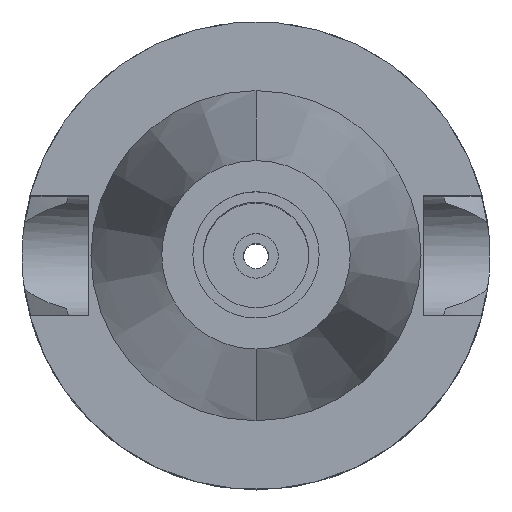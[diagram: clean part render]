
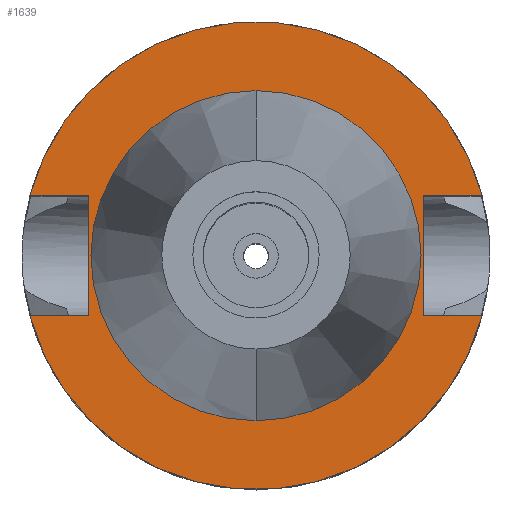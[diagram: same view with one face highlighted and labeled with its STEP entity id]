
A CAD part, top view. The second image highlights one B-rep face of the part: STEP entity #1639.
In plain terms, the highlighted planar face has unit normal (0, 0, 1).
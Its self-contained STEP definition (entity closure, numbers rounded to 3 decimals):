
#2 = AXIS2_PLACEMENT_3D ( 'NONE', #1569, #2229, #1347 ) ;
#24 = VECTOR ( 'NONE', #1094, 1000. ) ;
#34 = CARTESIAN_POINT ( 'NONE',  ( 22.5, 8.05, -1. ) ) ;
#40 = CIRCLE ( 'NONE', #609, 31.5 ) ;
#56 = VERTEX_POINT ( 'NONE', #319 ) ;
#112 = EDGE_LOOP ( 'NONE', ( #2850, #2429, #2538, #2332, #2808, #2465, #1125, #258 ) ) ;
#113 = CARTESIAN_POINT ( 'NONE',  ( 0., 0., -1. ) ) ;
#129 = VECTOR ( 'NONE', #1634, 1000. ) ;
#136 = DIRECTION ( 'NONE',  ( 0., 1., 0. ) ) ;
#148 = LINE ( 'NONE', #614, #24 ) ;
#177 = LINE ( 'NONE', #2441, #1779 ) ;
#186 = CARTESIAN_POINT ( 'NONE',  ( 0., 0., -1. ) ) ;
#191 = CARTESIAN_POINT ( 'NONE',  ( 22.5, -8.05, -1. ) ) ;
#242 = CARTESIAN_POINT ( 'NONE',  ( 22.5, 8.05, -1. ) ) ;
#258 = ORIENTED_EDGE ( 'NONE', *, *, #2635, .F. ) ;
#293 = DIRECTION ( 'NONE',  ( 0., -1., 0. ) ) ;
#319 = CARTESIAN_POINT ( 'NONE',  ( -30.454, -8.05, -1. ) ) ;
#609 = AXIS2_PLACEMENT_3D ( 'NONE', #186, #2012, #2937 ) ;
#614 = CARTESIAN_POINT ( 'NONE',  ( 22.5, 8.05, -1. ) ) ;
#658 = CIRCLE ( 'NONE', #2728, 22.225 ) ;
#661 = DIRECTION ( 'NONE',  ( -1., 0., 0. ) ) ;
#744 = VERTEX_POINT ( 'NONE', #1298 ) ;
#781 = CARTESIAN_POINT ( 'NONE',  ( -22.5, -8.05, -1. ) ) ;
#788 = PLANE ( 'NONE',  #2234 ) ;
#831 = CARTESIAN_POINT ( 'NONE',  ( 22.5, -8.05, -1. ) ) ;
#835 = LINE ( 'NONE', #2917, #1160 ) ;
#837 = EDGE_CURVE ( 'NONE', #1290, #1099, #1619, .T. ) ;
#838 = CIRCLE ( 'NONE', #2861, 31.5 ) ;
#844 = DIRECTION ( 'NONE',  ( 1., 0., 0. ) ) ;
#910 = DIRECTION ( 'NONE',  ( -1., 0., 0. ) ) ;
#914 = ORIENTED_EDGE ( 'NONE', *, *, #837, .F. ) ;
#952 = EDGE_CURVE ( 'NONE', #1072, #1504, #2894, .T. ) ;
#953 = LINE ( 'NONE', #34, #1832 ) ;
#1030 = VERTEX_POINT ( 'NONE', #242 ) ;
#1072 = VERTEX_POINT ( 'NONE', #191 ) ;
#1094 = DIRECTION ( 'NONE',  ( 1., 0., 0. ) ) ;
#1099 = VERTEX_POINT ( 'NONE', #1107 ) ;
#1107 = CARTESIAN_POINT ( 'NONE',  ( 0., -22.225, -1. ) ) ;
#1120 = VERTEX_POINT ( 'NONE', #1388 ) ;
#1125 = ORIENTED_EDGE ( 'NONE', *, *, #1369, .F. ) ;
#1160 = VECTOR ( 'NONE', #910, 1000. ) ;
#1188 = DIRECTION ( 'NONE',  ( 0., 0., -1. ) ) ;
#1231 = DIRECTION ( 'NONE',  ( 0., 0., -1. ) ) ;
#1246 = CARTESIAN_POINT ( 'NONE',  ( 0., 0., -1. ) ) ;
#1275 = EDGE_LOOP ( 'NONE', ( #914, #1806 ) ) ;
#1281 = CARTESIAN_POINT ( 'NONE',  ( 0., 22.225, -1. ) ) ;
#1290 = VERTEX_POINT ( 'NONE', #1281 ) ;
#1298 = CARTESIAN_POINT ( 'NONE',  ( -22.5, 8.05, -1. ) ) ;
#1345 = VERTEX_POINT ( 'NONE', #1974 ) ;
#1347 = DIRECTION ( 'NONE',  ( 0., 1., 0. ) ) ;
#1369 = EDGE_CURVE ( 'NONE', #744, #1120, #835, .T. ) ;
#1388 = CARTESIAN_POINT ( 'NONE',  ( -30.454, 8.05, -1. ) ) ;
#1504 = VERTEX_POINT ( 'NONE', #1579 ) ;
#1521 = VECTOR ( 'NONE', #844, 1000. ) ;
#1569 = CARTESIAN_POINT ( 'NONE',  ( 0., 0., -1. ) ) ;
#1579 = CARTESIAN_POINT ( 'NONE',  ( 30.454, -8.05, -1. ) ) ;
#1619 = CIRCLE ( 'NONE', #2, 22.225 ) ;
#1634 = DIRECTION ( 'NONE',  ( 0., 1., 0. ) ) ;
#1639 = ADVANCED_FACE ( 'NONE', ( #1922, #2852 ), #788, .F. ) ;
#1647 = EDGE_CURVE ( 'NONE', #1030, #1903, #148, .T. ) ;
#1673 = EDGE_CURVE ( 'NONE', #1345, #56, #177, .T. ) ;
#1779 = VECTOR ( 'NONE', #661, 1000. ) ;
#1806 = ORIENTED_EDGE ( 'NONE', *, *, #2782, .F. ) ;
#1828 = CARTESIAN_POINT ( 'NONE',  ( 30.454, 8.05, -1. ) ) ;
#1832 = VECTOR ( 'NONE', #293, 1000. ) ;
#1903 = VERTEX_POINT ( 'NONE', #1828 ) ;
#1922 = FACE_OUTER_BOUND ( 'NONE', #112, .T. ) ;
#1965 = EDGE_CURVE ( 'NONE', #1030, #1072, #953, .T. ) ;
#1974 = CARTESIAN_POINT ( 'NONE',  ( -22.5, -8.05, -1. ) ) ;
#2012 = DIRECTION ( 'NONE',  ( 0., 0., -1. ) ) ;
#2165 = EDGE_CURVE ( 'NONE', #1120, #1903, #838, .T. ) ;
#2229 = DIRECTION ( 'NONE',  ( 0., 0., 1. ) ) ;
#2234 = AXIS2_PLACEMENT_3D ( 'NONE', #2627, #1188, #2799 ) ;
#2332 = ORIENTED_EDGE ( 'NONE', *, *, #1965, .F. ) ;
#2429 = ORIENTED_EDGE ( 'NONE', *, *, #2939, .F. ) ;
#2441 = CARTESIAN_POINT ( 'NONE',  ( -22.5, -8.05, -1. ) ) ;
#2465 = ORIENTED_EDGE ( 'NONE', *, *, #2165, .F. ) ;
#2538 = ORIENTED_EDGE ( 'NONE', *, *, #952, .F. ) ;
#2627 = CARTESIAN_POINT ( 'NONE',  ( 0., 0., -1. ) ) ;
#2635 = EDGE_CURVE ( 'NONE', #1345, #744, #2835, .T. ) ;
#2636 = DIRECTION ( 'NONE',  ( 0., -1., 0. ) ) ;
#2650 = DIRECTION ( 'NONE',  ( 0., 0., 1. ) ) ;
#2728 = AXIS2_PLACEMENT_3D ( 'NONE', #113, #2650, #2636 ) ;
#2782 = EDGE_CURVE ( 'NONE', #1099, #1290, #658, .T. ) ;
#2799 = DIRECTION ( 'NONE',  ( 0., -1., 0. ) ) ;
#2808 = ORIENTED_EDGE ( 'NONE', *, *, #1647, .T. ) ;
#2835 = LINE ( 'NONE', #781, #129 ) ;
#2850 = ORIENTED_EDGE ( 'NONE', *, *, #1673, .T. ) ;
#2852 = FACE_BOUND ( 'NONE', #1275, .T. ) ;
#2861 = AXIS2_PLACEMENT_3D ( 'NONE', #1246, #1231, #136 ) ;
#2894 = LINE ( 'NONE', #831, #1521 ) ;
#2917 = CARTESIAN_POINT ( 'NONE',  ( -22.5, 8.05, -1. ) ) ;
#2937 = DIRECTION ( 'NONE',  ( 0., -1., 0. ) ) ;
#2939 = EDGE_CURVE ( 'NONE', #1504, #56, #40, .T. ) ;
